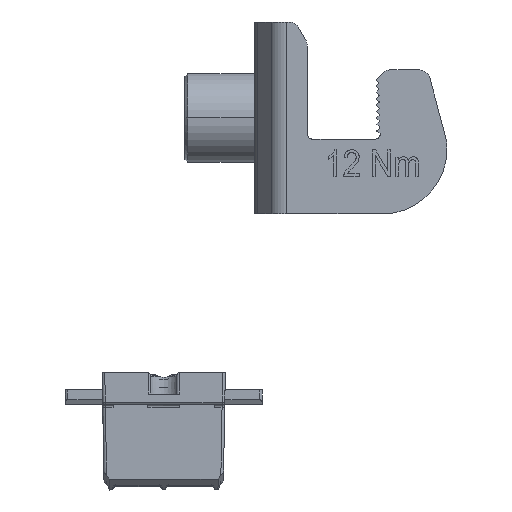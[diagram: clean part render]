
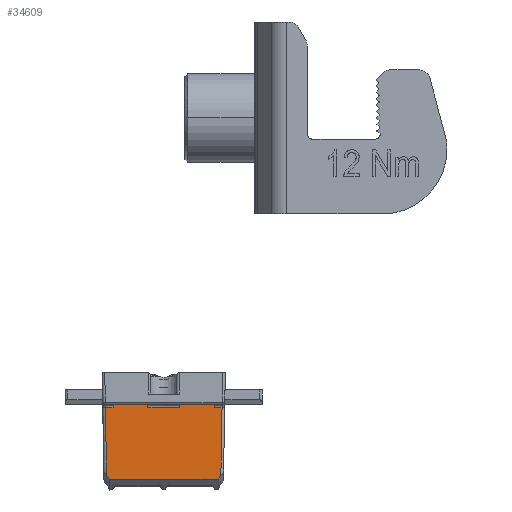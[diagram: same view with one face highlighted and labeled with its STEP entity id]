
A CAD part, left-side view. The second image highlights one B-rep face of the part: STEP entity #34609.
In plain terms, the highlighted face is planar.
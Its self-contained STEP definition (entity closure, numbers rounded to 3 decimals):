
#12894=CARTESIAN_POINT('',(-60.969,509.896,
-321.264));
#16492=DIRECTION('',(-0.58,0.814,0.014));
#16493=VECTOR('',#16492,0.884);
#16494=CARTESIAN_POINT('',(-60.456,509.176,
-321.276));
#16495=LINE('',#16494,#16493);
#16496=DIRECTION('',(-0.017,1.,0.017));
#16497=VECTOR('',#16496,12.731);
#16498=CARTESIAN_POINT('',(-60.969,509.896,
-321.264));
#16499=LINE('',#16498,#16497);
#16500=DIRECTION('',(1.,0.,0.));
#16501=VECTOR('',#16500,1.434);
#16502=CARTESIAN_POINT('',(-61.191,522.623,
-321.041));
#16503=LINE('',#16502,#16501);
#16504=DIRECTION('',(0.017,1.,0.017));
#16505=VECTOR('',#16504,1.2);
#16506=CARTESIAN_POINT('',(-59.757,522.623,
-321.041));
#16507=LINE('',#16506,#16505);
#16508=DIRECTION('',(1.,0.,0.));
#16509=VECTOR('',#16508,5.517);
#16510=CARTESIAN_POINT('',(-59.236,524.314,
-321.012));
#16511=LINE('',#16510,#16509);
#16512=DIRECTION('',(1.,0.,0.));
#16513=VECTOR('',#16512,5.517);
#16514=CARTESIAN_POINT('',(-46.778,524.314,
-321.012));
#16515=LINE('',#16514,#16513);
#16516=DIRECTION('',(0.017,-1.,-0.017));
#16517=VECTOR('',#16516,1.2);
#16518=CARTESIAN_POINT('',(-40.761,523.823,
-321.02));
#16519=LINE('',#16518,#16517);
#16520=DIRECTION('',(1.,0.,0.));
#16521=VECTOR('',#16520,1.434);
#16522=CARTESIAN_POINT('',(-40.74,522.623,
-321.041));
#16523=LINE('',#16522,#16521);
#16524=DIRECTION('',(-0.017,-1.,-0.017));
#16525=VECTOR('',#16524,12.731);
#16526=CARTESIAN_POINT('',(-39.306,522.623,
-321.041));
#16527=LINE('',#16526,#16525);
#16528=DIRECTION('',(-0.58,-0.814,-0.014));
#16529=VECTOR('',#16528,0.884);
#16530=CARTESIAN_POINT('',(-39.528,509.896,
-321.264));
#16531=LINE('',#16530,#16529);
#16532=DIRECTION('',(-1.,0.,0.));
#16533=VECTOR('',#16532,20.416);
#16534=CARTESIAN_POINT('',(-40.041,509.176,
-321.276));
#16535=LINE('',#16534,#16533);
#16641=CARTESIAN_POINT('',(-40.761,523.823,
-321.02));
#16642=CARTESIAN_POINT('',(-40.762,523.876,
-321.019));
#16643=CARTESIAN_POINT('',(-40.78,523.977,
-321.018));
#16644=CARTESIAN_POINT('',(-40.853,524.117,
-321.015));
#16645=CARTESIAN_POINT('',(-40.965,524.227,
-321.013));
#16646=CARTESIAN_POINT('',(-41.106,524.298,
-321.012));
#16647=CARTESIAN_POINT('',(-41.207,524.314,
-321.012));
#16648=CARTESIAN_POINT('',(-41.261,524.314,
-321.012));
#16659=CARTESIAN_POINT('',(-46.778,524.314,
-321.012));
#16660=CARTESIAN_POINT('',(-46.832,524.314,
-321.012));
#16661=CARTESIAN_POINT('',(-46.935,524.298,
-321.012));
#16662=CARTESIAN_POINT('',(-47.08,524.225,
-321.013));
#16663=CARTESIAN_POINT('',(-47.194,524.112,
-321.015));
#16664=CARTESIAN_POINT('',(-47.268,523.968,
-321.018));
#16665=CARTESIAN_POINT('',(-47.284,523.867,
-321.02));
#16666=CARTESIAN_POINT('',(-47.284,523.814,
-321.021));
#16682=CARTESIAN_POINT('',(-47.284,523.814,
-321.021));
#16683=CARTESIAN_POINT('',(-47.285,523.417,
-321.027));
#16684=CARTESIAN_POINT('',(-47.286,523.02,
-321.034));
#16685=CARTESIAN_POINT('',(-47.287,522.623,
-321.041));
#16696=DIRECTION('',(-1.,0.,0.));
#16697=VECTOR('',#16696,5.922);
#16698=CARTESIAN_POINT('',(-47.287,522.623,
-321.041));
#16699=LINE('',#16698,#16697);
#16713=CARTESIAN_POINT('',(-53.209,522.623,
-321.041));
#16714=CARTESIAN_POINT('',(-53.21,523.02,
-321.034));
#16715=CARTESIAN_POINT('',(-53.211,523.417,
-321.027));
#16716=CARTESIAN_POINT('',(-53.212,523.814,
-321.021));
#16722=CARTESIAN_POINT('',(-53.212,523.814,
-321.021));
#16723=CARTESIAN_POINT('',(-53.213,523.867,
-321.02));
#16724=CARTESIAN_POINT('',(-53.229,523.968,
-321.018));
#16725=CARTESIAN_POINT('',(-53.302,524.112,
-321.015));
#16726=CARTESIAN_POINT('',(-53.416,524.224,
-321.013));
#16727=CARTESIAN_POINT('',(-53.561,524.297,
-321.012));
#16728=CARTESIAN_POINT('',(-53.664,524.314,
-321.012));
#16729=CARTESIAN_POINT('',(-53.719,524.314,
-321.012));
#16750=CARTESIAN_POINT('',(-59.236,524.314,
-321.012));
#16751=CARTESIAN_POINT('',(-59.289,524.314,
-321.012));
#16752=CARTESIAN_POINT('',(-59.391,524.298,
-321.012));
#16753=CARTESIAN_POINT('',(-59.532,524.227,
-321.013));
#16754=CARTESIAN_POINT('',(-59.644,524.117,
-321.015));
#16755=CARTESIAN_POINT('',(-59.717,523.977,
-321.018));
#16756=CARTESIAN_POINT('',(-59.735,523.876,
-321.019));
#16757=CARTESIAN_POINT('',(-59.736,523.823,
-321.02));
#22702=CARTESIAN_POINT('',(-61.191,522.623,
-321.041));
#22703=VERTEX_POINT('',#22702);
#22706=VERTEX_POINT('',#12894);
#22708=CARTESIAN_POINT('',(-60.456,509.176,
-321.276));
#22710=VERTEX_POINT('',#22708);
#22736=CARTESIAN_POINT('',(-40.041,509.176,
-321.276));
#22737=VERTEX_POINT('',#22736);
#23458=CARTESIAN_POINT('',(-39.528,509.896,
-321.264));
#23459=VERTEX_POINT('',#23458);
#23464=CARTESIAN_POINT('',(-59.757,522.623,
-321.041));
#23465=VERTEX_POINT('',#23464);
#23466=CARTESIAN_POINT('',(-59.736,523.823,
-321.02));
#23467=VERTEX_POINT('',#23466);
#23468=VERTEX_POINT('',#16750);
#23469=CARTESIAN_POINT('',(-53.719,524.314,
-321.012));
#23470=VERTEX_POINT('',#23469);
#23471=VERTEX_POINT('',#16722);
#23472=VERTEX_POINT('',#16713);
#23473=CARTESIAN_POINT('',(-47.287,522.623,
-321.041));
#23474=VERTEX_POINT('',#23473);
#23475=VERTEX_POINT('',#16682);
#23476=VERTEX_POINT('',#16659);
#23477=CARTESIAN_POINT('',(-41.261,524.314,
-321.012));
#23478=VERTEX_POINT('',#23477);
#23479=VERTEX_POINT('',#16641);
#23480=CARTESIAN_POINT('',(-40.74,522.623,
-321.041));
#23481=VERTEX_POINT('',#23480);
#23482=CARTESIAN_POINT('',(-39.306,522.623,
-321.041));
#23483=VERTEX_POINT('',#23482);
#34570=CARTESIAN_POINT('',(-50.248,524.314,
-321.012));
#34571=DIRECTION('',(0.,-0.017,1.));
#34572=DIRECTION('',(0.,1.,0.017));
#34573=AXIS2_PLACEMENT_3D('',#34570,#34571,#34572);
#34574=PLANE('',#34573);
#34575=ORIENTED_EDGE('',*,*,#29048,.T.);
#34576=ORIENTED_EDGE('',*,*,#29030,.T.);
#34578=ORIENTED_EDGE('',*,*,#34577,.T.);
#34580=ORIENTED_EDGE('',*,*,#34579,.T.);
#34582=ORIENTED_EDGE('',*,*,#34581,.F.);
#34584=ORIENTED_EDGE('',*,*,#34583,.T.);
#34586=ORIENTED_EDGE('',*,*,#34585,.F.);
#34588=ORIENTED_EDGE('',*,*,#34587,.F.);
#34590=ORIENTED_EDGE('',*,*,#34589,.F.);
#34592=ORIENTED_EDGE('',*,*,#34591,.F.);
#34594=ORIENTED_EDGE('',*,*,#34593,.F.);
#34596=ORIENTED_EDGE('',*,*,#34595,.T.);
#34598=ORIENTED_EDGE('',*,*,#34597,.F.);
#34600=ORIENTED_EDGE('',*,*,#34599,.T.);
#34602=ORIENTED_EDGE('',*,*,#34601,.T.);
#34604=ORIENTED_EDGE('',*,*,#34603,.T.);
#34605=ORIENTED_EDGE('',*,*,#34557,.T.);
#34606=ORIENTED_EDGE('',*,*,#29091,.T.);
#34607=EDGE_LOOP('',(#34575,#34576,#34578,#34580,#34582,#34584,#34586,#34588,
#34590,#34592,#34594,#34596,#34598,#34600,#34602,#34604,#34605,#34606));
#34608=FACE_OUTER_BOUND('',#34607,.F.);
#34609=ADVANCED_FACE('',(#34608),#34574,.T.);
#16649=B_SPLINE_CURVE_WITH_KNOTS('',3,(#16641,#16642,#16643,#16644,#16645,
#16646,#16647,#16648),.UNSPECIFIED.,.F.,.F.,(4,1,1,1,1,4),(0.,0.2,0.4,
0.6,0.8,1.),.UNSPECIFIED.);
#16667=B_SPLINE_CURVE_WITH_KNOTS('',3,(#16659,#16660,#16661,#16662,#16663,
#16664,#16665,#16666),.UNSPECIFIED.,.F.,.F.,(4,1,1,1,1,4),(0.,0.2,0.4,
0.6,0.8,1.),.UNSPECIFIED.);
#16686=B_SPLINE_CURVE_WITH_KNOTS('',3,(#16682,#16683,#16684,#16685),
.UNSPECIFIED.,.F.,.F.,(4,4),(0.,1.),.UNSPECIFIED.);
#16717=B_SPLINE_CURVE_WITH_KNOTS('',3,(#16713,#16714,#16715,#16716),
.UNSPECIFIED.,.F.,.F.,(4,4),(0.,1.),.UNSPECIFIED.);
#16730=B_SPLINE_CURVE_WITH_KNOTS('',3,(#16722,#16723,#16724,#16725,#16726,
#16727,#16728,#16729),.UNSPECIFIED.,.F.,.F.,(4,1,1,1,1,4),(0.,0.2,0.4,
0.6,0.8,1.),.UNSPECIFIED.);
#16758=B_SPLINE_CURVE_WITH_KNOTS('',3,(#16750,#16751,#16752,#16753,#16754,
#16755,#16756,#16757),.UNSPECIFIED.,.F.,.F.,(4,1,1,1,1,4),(0.,0.2,0.4,
0.6,0.8,1.),.UNSPECIFIED.);
#29030=EDGE_CURVE('',#22706,#22703,#16499,.T.);
#29048=EDGE_CURVE('',#22710,#22706,#16495,.T.);
#29091=EDGE_CURVE('',#22737,#22710,#16535,.T.);
#34557=EDGE_CURVE('',#23459,#22737,#16531,.T.);
#34577=EDGE_CURVE('',#22703,#23465,#16503,.T.);
#34579=EDGE_CURVE('',#23465,#23467,#16507,.T.);
#34581=EDGE_CURVE('',#23468,#23467,#16758,.T.);
#34583=EDGE_CURVE('',#23468,#23470,#16511,.T.);
#34585=EDGE_CURVE('',#23471,#23470,#16730,.T.);
#34587=EDGE_CURVE('',#23472,#23471,#16717,.T.);
#34589=EDGE_CURVE('',#23474,#23472,#16699,.T.);
#34591=EDGE_CURVE('',#23475,#23474,#16686,.T.);
#34593=EDGE_CURVE('',#23476,#23475,#16667,.T.);
#34595=EDGE_CURVE('',#23476,#23478,#16515,.T.);
#34597=EDGE_CURVE('',#23479,#23478,#16649,.T.);
#34599=EDGE_CURVE('',#23479,#23481,#16519,.T.);
#34601=EDGE_CURVE('',#23481,#23483,#16523,.T.);
#34603=EDGE_CURVE('',#23483,#23459,#16527,.T.);
